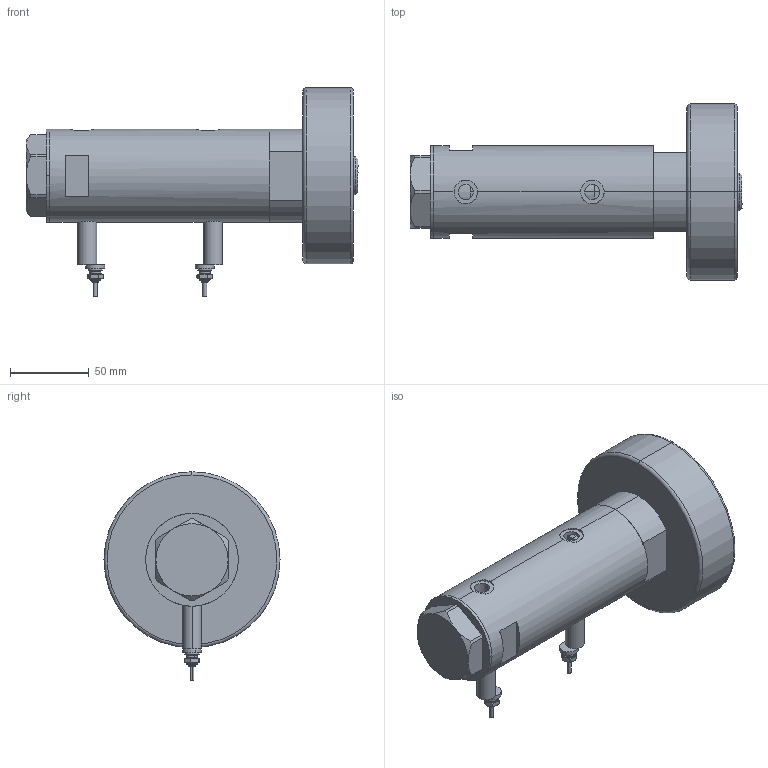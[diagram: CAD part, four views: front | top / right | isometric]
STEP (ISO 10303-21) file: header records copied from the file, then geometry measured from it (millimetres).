
FILE_DESCRIPTION (( 'STEP AP203' ), '1' );
FILE_NAME ('5833.STEP', '2024-02-12T02:34:07', ( '' ), ( '' ), 'SwSTEP 2.0', 'SolidWorks 2019', '' );
FILE_SCHEMA (( 'CONFIG_CONTROL_DESIGN' ));
Length unit declared in the file: millimetre
Products named in the file (7): 5833; V270CG_MIDDLE cec61f692cc16187e306044108eeebce; Switch cec61f692cc16187e306044108eeebce; V270CG_BACK cec61f692cc16187e306044108eeebce; V270CG_VC cec61f692cc16187e306044108eeebce; V270CG_FRONT cec61f692cc16187e306044108eeebce; V270CG_271C cec61f692cc16187e306044108eeebce
Assembly tree (7 placements, depth 2):
  5833
    V270CG_MIDDLE cec61f692cc16187e306044108eeebce
    V270CG_BACK cec61f692cc16187e306044108eeebce
    V270CG_FRONT cec61f692cc16187e306044108eeebce
    V270CG_VC cec61f692cc16187e306044108eeebce
    V270CG_271C cec61f692cc16187e306044108eeebce
    Switch cec61f692cc16187e306044108eeebce  x2
Bounding box: 211.2 x 112 x 132.6 mm (x, y, z)
Volume: 749123.3 mm3; surface area: 134834 mm2
Topology: 7 solids, 7 shells, 222 faces, 481 edges, 291 vertices
Faces by surface type: plane 81, cylinder 73, cone 40, torus 28
Entity records: 6279 total; most frequent: CARTESIAN_POINT 1589, DIRECTION 889, ORIENTED_EDGE 770, EDGE_CURVE 385, AXIS2_PLACEMENT_3D 376, VERTEX_POINT 235, EDGE_LOOP 200, CIRCLE 190
